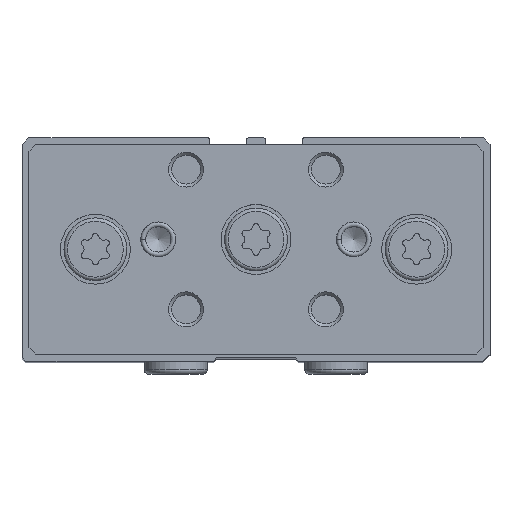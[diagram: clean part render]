
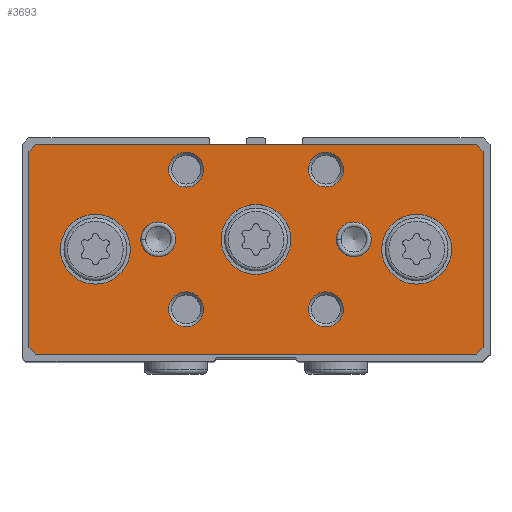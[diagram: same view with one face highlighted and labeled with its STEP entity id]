
A CAD part, top view. The second image highlights one B-rep face of the part: STEP entity #3693.
In plain terms, the highlighted face is planar.
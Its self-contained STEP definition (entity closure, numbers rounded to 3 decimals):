
#349=LINE('',#6233,#543);
#353=LINE('',#6242,#547);
#356=LINE('',#6248,#550);
#359=LINE('',#6254,#553);
#362=LINE('',#6260,#556);
#365=LINE('',#6266,#559);
#368=LINE('',#6272,#562);
#371=LINE('',#6278,#565);
#543=VECTOR('',#5059,1000.);
#547=VECTOR('',#5065,1000.);
#550=VECTOR('',#5070,1000.);
#553=VECTOR('',#5075,1000.);
#556=VECTOR('',#5080,1000.);
#559=VECTOR('',#5085,1000.);
#562=VECTOR('',#5090,1000.);
#565=VECTOR('',#5095,1000.);
#1156=ORIENTED_EDGE('',*,*,#1859,.F.);
#1157=ORIENTED_EDGE('',*,*,#1860,.F.);
#1158=ORIENTED_EDGE('',*,*,#1861,.F.);
#1159=ORIENTED_EDGE('',*,*,#1862,.F.);
#1160=ORIENTED_EDGE('',*,*,#1863,.F.);
#1161=ORIENTED_EDGE('',*,*,#1864,.F.);
#1162=ORIENTED_EDGE('',*,*,#1865,.F.);
#1163=ORIENTED_EDGE('',*,*,#1866,.F.);
#1164=ORIENTED_EDGE('',*,*,#1867,.F.);
#1165=ORIENTED_EDGE('',*,*,#1825,.T.);
#1166=ORIENTED_EDGE('',*,*,#1829,.T.);
#1167=ORIENTED_EDGE('',*,*,#1832,.T.);
#1168=ORIENTED_EDGE('',*,*,#1835,.T.);
#1169=ORIENTED_EDGE('',*,*,#1838,.T.);
#1170=ORIENTED_EDGE('',*,*,#1841,.T.);
#1171=ORIENTED_EDGE('',*,*,#1844,.T.);
#1172=ORIENTED_EDGE('',*,*,#1847,.T.);
#1825=EDGE_CURVE('',#2255,#2256,#349,.T.);
#1829=EDGE_CURVE('',#2256,#2259,#353,.T.);
#1832=EDGE_CURVE('',#2259,#2261,#356,.T.);
#1835=EDGE_CURVE('',#2261,#2263,#359,.T.);
#1838=EDGE_CURVE('',#2263,#2265,#362,.T.);
#1841=EDGE_CURVE('',#2265,#2267,#365,.T.);
#1844=EDGE_CURVE('',#2267,#2269,#368,.T.);
#1847=EDGE_CURVE('',#2269,#2255,#371,.T.);
#1859=EDGE_CURVE('',#2281,#2281,#2559,.T.);
#1860=EDGE_CURVE('',#2282,#2282,#2560,.T.);
#1861=EDGE_CURVE('',#2283,#2283,#2561,.T.);
#1862=EDGE_CURVE('',#2284,#2284,#2562,.T.);
#1863=EDGE_CURVE('',#2285,#2285,#2563,.T.);
#1864=EDGE_CURVE('',#2286,#2286,#2564,.T.);
#1865=EDGE_CURVE('',#2287,#2287,#2565,.T.);
#1866=EDGE_CURVE('',#2288,#2288,#2566,.T.);
#1867=EDGE_CURVE('',#2289,#2289,#2567,.T.);
#2255=VERTEX_POINT('',#6234);
#2256=VERTEX_POINT('',#6235);
#2259=VERTEX_POINT('',#6243);
#2261=VERTEX_POINT('',#6249);
#2263=VERTEX_POINT('',#6255);
#2265=VERTEX_POINT('',#6261);
#2267=VERTEX_POINT('',#6267);
#2269=VERTEX_POINT('',#6273);
#2281=VERTEX_POINT('',#6303);
#2282=VERTEX_POINT('',#6305);
#2283=VERTEX_POINT('',#6307);
#2284=VERTEX_POINT('',#6309);
#2285=VERTEX_POINT('',#6311);
#2286=VERTEX_POINT('',#6313);
#2287=VERTEX_POINT('',#6315);
#2288=VERTEX_POINT('',#6317);
#2289=VERTEX_POINT('',#6319);
#2559=CIRCLE('',#4170,5.);
#2560=CIRCLE('',#4171,5.);
#2561=CIRCLE('',#4172,5.);
#2562=CIRCLE('',#4173,2.5);
#2563=CIRCLE('',#4174,2.5);
#2564=CIRCLE('',#4175,2.5);
#2565=CIRCLE('',#4176,2.5);
#2566=CIRCLE('',#4177,2.5);
#2567=CIRCLE('',#4178,2.5);
#2890=EDGE_LOOP('',(#1156));
#2891=EDGE_LOOP('',(#1157));
#2892=EDGE_LOOP('',(#1158));
#2893=EDGE_LOOP('',(#1159));
#2894=EDGE_LOOP('',(#1160));
#2895=EDGE_LOOP('',(#1161));
#2896=EDGE_LOOP('',(#1162));
#2897=EDGE_LOOP('',(#1163));
#2898=EDGE_LOOP('',(#1164));
#2899=EDGE_LOOP('',(#1165,#1166,#1167,#1168,#1169,#1170,#1171,#1172));
#3295=FACE_BOUND('',#2890,.T.);
#3296=FACE_BOUND('',#2891,.T.);
#3297=FACE_BOUND('',#2892,.T.);
#3298=FACE_BOUND('',#2893,.T.);
#3299=FACE_BOUND('',#2894,.T.);
#3300=FACE_BOUND('',#2895,.T.);
#3301=FACE_BOUND('',#2896,.T.);
#3302=FACE_BOUND('',#2897,.T.);
#3303=FACE_BOUND('',#2898,.T.);
#3304=FACE_BOUND('',#2899,.T.);
#3525=PLANE('',#4169);
#3693=ADVANCED_FACE('',(#3295,#3296,#3297,#3298,#3299,#3300,#3301,#3302,
#3303,#3304),#3525,.T.);
#4169=AXIS2_PLACEMENT_3D('',#6301,#5117,#5118);
#4170=AXIS2_PLACEMENT_3D('',#6302,#5119,#5120);
#4171=AXIS2_PLACEMENT_3D('',#6304,#5121,#5122);
#4172=AXIS2_PLACEMENT_3D('',#6306,#5123,#5124);
#4173=AXIS2_PLACEMENT_3D('',#6308,#5125,#5126);
#4174=AXIS2_PLACEMENT_3D('',#6310,#5127,#5128);
#4175=AXIS2_PLACEMENT_3D('',#6312,#5129,#5130);
#4176=AXIS2_PLACEMENT_3D('',#6314,#5131,#5132);
#4177=AXIS2_PLACEMENT_3D('',#6316,#5133,#5134);
#4178=AXIS2_PLACEMENT_3D('',#6318,#5135,#5136);
#5059=DIRECTION('',(0.,-1.,0.));
#5065=DIRECTION('',(0.,-0.707,-0.707));
#5070=DIRECTION('',(0.,0.,-1.));
#5075=DIRECTION('',(0.,0.707,-0.707));
#5080=DIRECTION('',(0.,1.,0.));
#5085=DIRECTION('',(0.,0.707,0.707));
#5090=DIRECTION('',(0.,0.,1.));
#5095=DIRECTION('',(0.,-0.707,0.707));
#5117=DIRECTION('',(1.,0.,0.));
#5118=DIRECTION('',(0.,0.,-1.));
#5119=DIRECTION('',(1.,0.,0.));
#5120=DIRECTION('',(0.,0.,-1.));
#5121=DIRECTION('',(1.,0.,0.));
#5122=DIRECTION('',(0.,0.,-1.));
#5123=DIRECTION('',(1.,0.,0.));
#5124=DIRECTION('',(0.,0.,-1.));
#5125=DIRECTION('',(1.,0.,0.));
#5126=DIRECTION('',(0.,0.,-1.));
#5127=DIRECTION('',(1.,0.,0.));
#5128=DIRECTION('',(0.,0.,-1.));
#5129=DIRECTION('',(1.,0.,0.));
#5130=DIRECTION('',(0.,0.,-1.));
#5131=DIRECTION('',(1.,0.,0.));
#5132=DIRECTION('',(0.,0.,-1.));
#5133=DIRECTION('',(1.,0.,0.));
#5134=DIRECTION('',(0.,0.,-1.));
#5135=DIRECTION('',(1.,0.,0.));
#5136=DIRECTION('',(0.,0.,-1.));
#6233=CARTESIAN_POINT('',(12.,12.6,32.5));
#6234=CARTESIAN_POINT('',(12.,12.6,32.5));
#6235=CARTESIAN_POINT('',(12.,-15.4,32.5));
#6242=CARTESIAN_POINT('',(12.,-15.4,32.5));
#6243=CARTESIAN_POINT('',(12.,-16.4,31.5));
#6248=CARTESIAN_POINT('',(12.,-16.4,31.5));
#6249=CARTESIAN_POINT('',(12.,-16.4,-31.5));
#6254=CARTESIAN_POINT('',(12.,-16.4,-31.5));
#6255=CARTESIAN_POINT('',(12.,-15.4,-32.5));
#6260=CARTESIAN_POINT('',(12.,-15.4,-32.5));
#6261=CARTESIAN_POINT('',(12.,12.6,-32.5));
#6266=CARTESIAN_POINT('',(12.,12.6,-32.5));
#6267=CARTESIAN_POINT('',(12.,13.6,-31.5));
#6272=CARTESIAN_POINT('',(12.,13.6,-31.5));
#6273=CARTESIAN_POINT('',(12.,13.6,31.5));
#6278=CARTESIAN_POINT('',(12.,13.6,31.5));
#6301=CARTESIAN_POINT('',(12.,0.,0.));
#6302=CARTESIAN_POINT('',(12.,-1.4,23.));
#6303=CARTESIAN_POINT('',(12.,-1.4,18.));
#6304=CARTESIAN_POINT('',(12.,-1.4,-23.));
#6305=CARTESIAN_POINT('',(12.,-1.4,-28.));
#6306=CARTESIAN_POINT('',(12.,0.,0.));
#6307=CARTESIAN_POINT('',(12.,0.,-5.));
#6308=CARTESIAN_POINT('',(12.,0.,14.));
#6309=CARTESIAN_POINT('',(12.,0.,11.5));
#6310=CARTESIAN_POINT('',(12.,0.,-14.));
#6311=CARTESIAN_POINT('',(12.,0.,-16.5));
#6312=CARTESIAN_POINT('',(12.,-10.,10.));
#6313=CARTESIAN_POINT('',(12.,-10.,7.5));
#6314=CARTESIAN_POINT('',(12.,-10.,-10.));
#6315=CARTESIAN_POINT('',(12.,-10.,-12.5));
#6316=CARTESIAN_POINT('',(12.,10.,10.));
#6317=CARTESIAN_POINT('',(12.,10.,7.5));
#6318=CARTESIAN_POINT('',(12.,10.,-10.));
#6319=CARTESIAN_POINT('',(12.,10.,-12.5));
